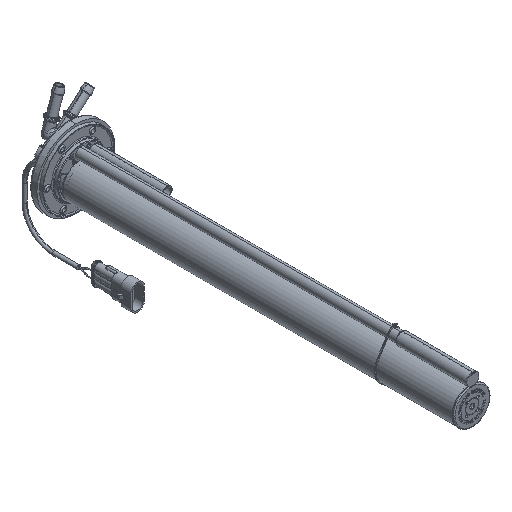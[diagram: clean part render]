
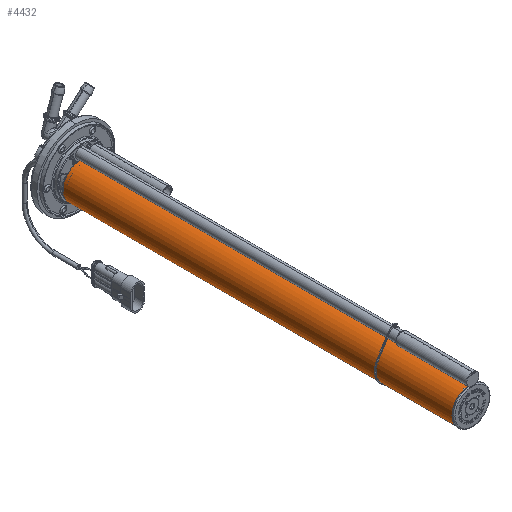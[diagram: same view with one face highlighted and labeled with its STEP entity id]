
A CAD part, isometric view. The second image highlights one B-rep face of the part: STEP entity #4432.
In plain terms, the highlighted cylindrical face has radius 17.5 mm (diameter 35 mm), a partial arc.
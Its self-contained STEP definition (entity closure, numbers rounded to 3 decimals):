
#591 = LINE ( 'NONE', #8475, #15479 ) ;
#3439 = EDGE_LOOP ( 'NONE', ( #11093, #18018, #22242, #13243 ) ) ;
#3860 = VERTEX_POINT ( 'NONE', #32008 ) ;
#4305 = CARTESIAN_POINT ( 'NONE',  ( 0., -388., -17.5 ) ) ;
#4338 = CARTESIAN_POINT ( 'NONE',  ( 0., -5., 17.5 ) ) ;
#4432 = ADVANCED_FACE ( 'NONE', ( #35227 ), #15675, .T. ) ;
#5238 = EDGE_CURVE ( 'NONE', #30020, #25210, #16242, .T. ) ;
#6201 = VECTOR ( 'NONE', #7575, 1000. ) ;
#6570 = CIRCLE ( 'NONE', #24830, 17.5 ) ;
#6755 = VERTEX_POINT ( 'NONE', #4338 ) ;
#7575 = DIRECTION ( 'NONE',  ( 0., -1., 0. ) ) ;
#8475 = CARTESIAN_POINT ( 'NONE',  ( 0., -5., -17.5 ) ) ;
#11093 = ORIENTED_EDGE ( 'NONE', *, *, #32107, .F. ) ;
#13243 = ORIENTED_EDGE ( 'NONE', *, *, #5238, .T. ) ;
#15479 = VECTOR ( 'NONE', #19725, 1000. ) ;
#15675 = CYLINDRICAL_SURFACE ( 'NONE', #31566, 17.5 ) ;
#16039 = DIRECTION ( 'NONE',  ( 0., -1., 0. ) ) ;
#16242 = CIRCLE ( 'NONE', #30964, 17.5 ) ;
#16502 = DIRECTION ( 'NONE',  ( 0., 0., 1. ) ) ;
#18018 = ORIENTED_EDGE ( 'NONE', *, *, #28259, .F. ) ;
#19352 = LINE ( 'NONE', #30584, #6201 ) ;
#19725 = DIRECTION ( 'NONE',  ( 0., -1., 0. ) ) ;
#21365 = DIRECTION ( 'NONE',  ( 0., 1., 0. ) ) ;
#22242 = ORIENTED_EDGE ( 'NONE', *, *, #29732, .T. ) ;
#24180 = CARTESIAN_POINT ( 'NONE',  ( 0., -388., 0. ) ) ;
#24757 = DIRECTION ( 'NONE',  ( 0., 0., -1. ) ) ;
#24830 = AXIS2_PLACEMENT_3D ( 'NONE', #24854, #30167, #16502 ) ;
#24854 = CARTESIAN_POINT ( 'NONE',  ( 0., -5., 0. ) ) ;
#25210 = VERTEX_POINT ( 'NONE', #26081 ) ;
#26081 = CARTESIAN_POINT ( 'NONE',  ( 0., -388., 17.5 ) ) ;
#28259 = EDGE_CURVE ( 'NONE', #3860, #6755, #6570, .T. ) ;
#29732 = EDGE_CURVE ( 'NONE', #3860, #30020, #591, .T. ) ;
#29884 = CARTESIAN_POINT ( 'NONE',  ( 0., -5., 0. ) ) ;
#30020 = VERTEX_POINT ( 'NONE', #4305 ) ;
#30167 = DIRECTION ( 'NONE',  ( 0., 1., 0. ) ) ;
#30584 = CARTESIAN_POINT ( 'NONE',  ( 0., -5., 17.5 ) ) ;
#30964 = AXIS2_PLACEMENT_3D ( 'NONE', #24180, #21365, #32627 ) ;
#31566 = AXIS2_PLACEMENT_3D ( 'NONE', #29884, #16039, #24757 ) ;
#32008 = CARTESIAN_POINT ( 'NONE',  ( 0., -5., -17.5 ) ) ;
#32107 = EDGE_CURVE ( 'NONE', #6755, #25210, #19352, .T. ) ;
#32627 = DIRECTION ( 'NONE',  ( 0., 0., 1. ) ) ;
#35227 = FACE_OUTER_BOUND ( 'NONE', #3439, .T. ) ;
